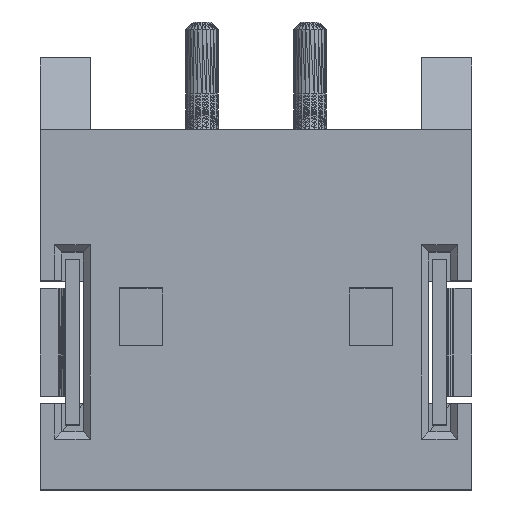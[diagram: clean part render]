
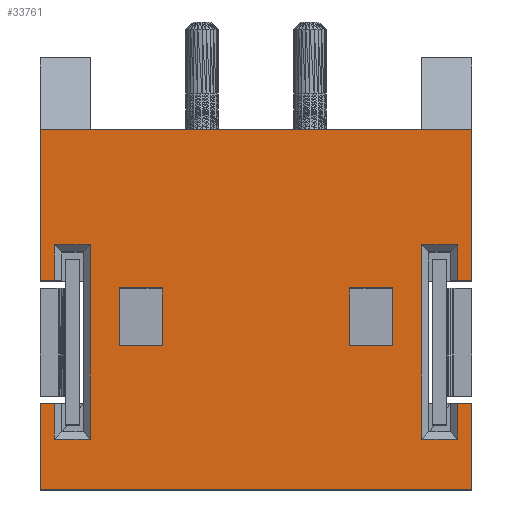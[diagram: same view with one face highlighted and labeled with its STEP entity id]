
A CAD part, top view. The second image highlights one B-rep face of the part: STEP entity #33761.
In plain terms, the highlighted planar face has unit normal (0, 0, 1).
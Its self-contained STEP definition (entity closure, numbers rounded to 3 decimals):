
#14=FACE_BOUND('',#4269,.T.);
#15=FACE_BOUND('',#4270,.T.);
#1419=FACE_OUTER_BOUND('',#4268,.T.);
#4268=EDGE_LOOP('',(#24953,#24954,#24955,#24956,#24957,#24958,#24959,#24960,
#24961,#24962,#24963,#24964,#24965,#24966,#24967,#24968,#24969,#24970,#24971,
#24972));
#4269=EDGE_LOOP('',(#24973,#24974,#24975,#24976));
#4270=EDGE_LOOP('',(#24977,#24978,#24979,#24980));
#7836=LINE('',#52450,#12275);
#7866=LINE('',#52510,#12305);
#7887=LINE('',#52552,#12326);
#7921=LINE('',#52619,#12360);
#7924=LINE('',#52626,#12363);
#7932=LINE('',#52643,#12371);
#7933=LINE('',#52644,#12372);
#7934=LINE('',#52646,#12373);
#7935=LINE('',#52648,#12374);
#7936=LINE('',#52650,#12375);
#7937=LINE('',#52652,#12376);
#7938=LINE('',#52654,#12377);
#7939=LINE('',#52656,#12378);
#7940=LINE('',#52657,#12379);
#7941=LINE('',#52658,#12380);
#7942=LINE('',#52660,#12381);
#7943=LINE('',#52662,#12382);
#7944=LINE('',#52664,#12383);
#7945=LINE('',#52665,#12384);
#7946=LINE('',#52667,#12385);
#7947=LINE('',#52668,#12386);
#7948=LINE('',#52670,#12387);
#7949=LINE('',#52672,#12388);
#7950=LINE('',#52673,#12389);
#7951=LINE('',#52676,#12390);
#7952=LINE('',#52678,#12391);
#7953=LINE('',#52680,#12392);
#7954=LINE('',#52681,#12393);
#12275=VECTOR('',#42953,1.);
#12305=VECTOR('',#42989,1.);
#12326=VECTOR('',#43016,1.);
#12360=VECTOR('',#43062,1.);
#12363=VECTOR('',#43067,1.);
#12371=VECTOR('',#43079,10.);
#12372=VECTOR('',#43080,1.);
#12373=VECTOR('',#43081,1.);
#12374=VECTOR('',#43082,1.);
#12375=VECTOR('',#43083,1.);
#12376=VECTOR('',#43084,10.);
#12377=VECTOR('',#43085,1.);
#12378=VECTOR('',#43086,10.);
#12379=VECTOR('',#43087,1.);
#12380=VECTOR('',#43088,1.);
#12381=VECTOR('',#43089,1.);
#12382=VECTOR('',#43090,10.);
#12383=VECTOR('',#43091,1.);
#12384=VECTOR('',#43092,10.);
#12385=VECTOR('',#43093,1.);
#12386=VECTOR('',#43094,10.);
#12387=VECTOR('',#43095,10.);
#12388=VECTOR('',#43096,1.);
#12389=VECTOR('',#43097,10.);
#12390=VECTOR('',#43098,10.);
#12391=VECTOR('',#43099,1.);
#12392=VECTOR('',#43100,1.);
#12393=VECTOR('',#43101,1.);
#15341=VERTEX_POINT('',#52447);
#15342=VERTEX_POINT('',#52449);
#15368=VERTEX_POINT('',#52508);
#15369=VERTEX_POINT('',#52509);
#15385=VERTEX_POINT('',#52548);
#15387=VERTEX_POINT('',#52551);
#15413=VERTEX_POINT('',#52616);
#15414=VERTEX_POINT('',#52618);
#15416=VERTEX_POINT('',#52624);
#15417=VERTEX_POINT('',#52625);
#15423=VERTEX_POINT('',#52641);
#15424=VERTEX_POINT('',#52642);
#15425=VERTEX_POINT('',#52645);
#15426=VERTEX_POINT('',#52647);
#15427=VERTEX_POINT('',#52649);
#15428=VERTEX_POINT('',#52651);
#15429=VERTEX_POINT('',#52653);
#15430=VERTEX_POINT('',#52655);
#15431=VERTEX_POINT('',#52659);
#15432=VERTEX_POINT('',#52661);
#15433=VERTEX_POINT('',#52663);
#15434=VERTEX_POINT('',#52666);
#15435=VERTEX_POINT('',#52669);
#15436=VERTEX_POINT('',#52671);
#15437=VERTEX_POINT('',#52674);
#15438=VERTEX_POINT('',#52675);
#15439=VERTEX_POINT('',#52677);
#15440=VERTEX_POINT('',#52679);
#18314=EDGE_CURVE('',#15341,#15342,#7836,.T.);
#18344=EDGE_CURVE('',#15368,#15369,#7866,.T.);
#18365=EDGE_CURVE('',#15385,#15387,#7887,.T.);
#18399=EDGE_CURVE('',#15414,#15413,#7921,.T.);
#18402=EDGE_CURVE('',#15416,#15417,#7924,.T.);
#18410=EDGE_CURVE('',#15423,#15424,#7932,.T.);
#18411=EDGE_CURVE('',#15368,#15423,#7933,.T.);
#18412=EDGE_CURVE('',#15425,#15369,#7934,.T.);
#18413=EDGE_CURVE('',#15425,#15426,#7935,.T.);
#18414=EDGE_CURVE('',#15426,#15427,#7936,.T.);
#18415=EDGE_CURVE('',#15428,#15427,#7937,.T.);
#18416=EDGE_CURVE('',#15428,#15429,#7938,.T.);
#18417=EDGE_CURVE('',#15430,#15429,#7939,.T.);
#18418=EDGE_CURVE('',#15414,#15430,#7940,.T.);
#18419=EDGE_CURVE('',#15342,#15413,#7941,.T.);
#18420=EDGE_CURVE('',#15341,#15431,#7942,.T.);
#18421=EDGE_CURVE('',#15432,#15431,#7943,.T.);
#18422=EDGE_CURVE('',#15432,#15433,#7944,.T.);
#18423=EDGE_CURVE('',#15416,#15433,#7945,.T.);
#18424=EDGE_CURVE('',#15417,#15434,#7946,.T.);
#18425=EDGE_CURVE('',#15424,#15434,#7947,.T.);
#18426=EDGE_CURVE('',#15385,#15435,#7948,.T.);
#18427=EDGE_CURVE('',#15435,#15436,#7949,.T.);
#18428=EDGE_CURVE('',#15436,#15387,#7950,.T.);
#18429=EDGE_CURVE('',#15437,#15438,#7951,.T.);
#18430=EDGE_CURVE('',#15439,#15437,#7952,.T.);
#18431=EDGE_CURVE('',#15440,#15439,#7953,.T.);
#18432=EDGE_CURVE('',#15440,#15438,#7954,.T.);
#24953=ORIENTED_EDGE('',*,*,#18410,.F.);
#24954=ORIENTED_EDGE('',*,*,#18411,.F.);
#24955=ORIENTED_EDGE('',*,*,#18344,.T.);
#24956=ORIENTED_EDGE('',*,*,#18412,.F.);
#24957=ORIENTED_EDGE('',*,*,#18413,.T.);
#24958=ORIENTED_EDGE('',*,*,#18414,.T.);
#24959=ORIENTED_EDGE('',*,*,#18415,.F.);
#24960=ORIENTED_EDGE('',*,*,#18416,.T.);
#24961=ORIENTED_EDGE('',*,*,#18417,.F.);
#24962=ORIENTED_EDGE('',*,*,#18418,.F.);
#24963=ORIENTED_EDGE('',*,*,#18399,.T.);
#24964=ORIENTED_EDGE('',*,*,#18419,.F.);
#24965=ORIENTED_EDGE('',*,*,#18314,.F.);
#24966=ORIENTED_EDGE('',*,*,#18420,.T.);
#24967=ORIENTED_EDGE('',*,*,#18421,.F.);
#24968=ORIENTED_EDGE('',*,*,#18422,.T.);
#24969=ORIENTED_EDGE('',*,*,#18423,.F.);
#24970=ORIENTED_EDGE('',*,*,#18402,.T.);
#24971=ORIENTED_EDGE('',*,*,#18424,.T.);
#24972=ORIENTED_EDGE('',*,*,#18425,.F.);
#24973=ORIENTED_EDGE('',*,*,#18365,.F.);
#24974=ORIENTED_EDGE('',*,*,#18426,.T.);
#24975=ORIENTED_EDGE('',*,*,#18427,.T.);
#24976=ORIENTED_EDGE('',*,*,#18428,.T.);
#24977=ORIENTED_EDGE('',*,*,#18429,.F.);
#24978=ORIENTED_EDGE('',*,*,#18430,.F.);
#24979=ORIENTED_EDGE('',*,*,#18431,.F.);
#24980=ORIENTED_EDGE('',*,*,#18432,.T.);
#30913=PLANE('',#36627);
#33761=ADVANCED_FACE('',(#1419,#14,#15),#30913,.T.);
#36627=AXIS2_PLACEMENT_3D('',#52640,#43077,#43078);
#42953=DIRECTION('',(1.,0.,0.));
#42989=DIRECTION('',(1.,0.,0.));
#43016=DIRECTION('',(0.,-1.,0.));
#43062=DIRECTION('',(1.,0.,0.));
#43067=DIRECTION('',(0.,-1.,0.));
#43077=DIRECTION('center_axis',(0.,0.,1.));
#43078=DIRECTION('ref_axis',(1.,0.,0.));
#43079=DIRECTION('',(1.,0.,0.));
#43080=DIRECTION('',(0.,1.,0.));
#43081=DIRECTION('',(0.,-1.,0.));
#43082=DIRECTION('',(-1.,0.,0.));
#43083=DIRECTION('',(0.,-1.,0.));
#43084=DIRECTION('',(1.,0.,0.));
#43085=DIRECTION('',(0.,1.,0.));
#43086=DIRECTION('',(-1.,0.,0.));
#43087=DIRECTION('',(0.,1.,0.));
#43088=DIRECTION('',(0.,-1.,0.));
#43089=DIRECTION('',(0.,-1.,0.));
#43090=DIRECTION('',(-1.,0.,0.));
#43091=DIRECTION('',(0.,1.,0.));
#43092=DIRECTION('',(-1.,0.,0.));
#43093=DIRECTION('',(-1.,0.,0.));
#43094=DIRECTION('',(0.,-1.,0.));
#43095=DIRECTION('',(1.,0.,0.));
#43096=DIRECTION('',(0.,-1.,0.));
#43097=DIRECTION('',(-1.,0.,0.));
#43098=DIRECTION('',(-1.,0.,0.));
#43099=DIRECTION('',(0.,1.,0.));
#43100=DIRECTION('',(1.,0.,0.));
#43101=DIRECTION('',(0.,1.,0.));
#52447=CARTESIAN_POINT('',(-3.,2.,3.8));
#52449=CARTESIAN_POINT('',(3.,2.,3.8));
#52450=CARTESIAN_POINT('',(-3.,2.,3.8));
#52508=CARTESIAN_POINT('',(-3.,-3.,3.8));
#52509=CARTESIAN_POINT('',(3.,-3.,3.8));
#52510=CARTESIAN_POINT('',(-3.,-3.,3.8));
#52548=CARTESIAN_POINT('',(-1.9,-0.2,3.8));
#52551=CARTESIAN_POINT('',(-1.9,-1.,3.8));
#52552=CARTESIAN_POINT('',(-1.9,-0.2,3.8));
#52616=CARTESIAN_POINT('',(3.,-0.1,3.8));
#52618=CARTESIAN_POINT('',(2.8,-0.1,3.8));
#52619=CARTESIAN_POINT('',(2.8,-0.1,3.8));
#52624=CARTESIAN_POINT('',(-2.3,0.4,3.8));
#52625=CARTESIAN_POINT('',(-2.3,-2.3,3.8));
#52626=CARTESIAN_POINT('',(-2.3,0.4,3.8));
#52640=CARTESIAN_POINT('Origin',(3.,2.,3.8));
#52641=CARTESIAN_POINT('',(-3.,-1.8,3.8));
#52642=CARTESIAN_POINT('',(-2.8,-1.8,3.8));
#52643=CARTESIAN_POINT('',(0.,-1.8,3.8));
#52644=CARTESIAN_POINT('',(-3.,-3.,3.8));
#52645=CARTESIAN_POINT('',(3.,-1.8,3.8));
#52646=CARTESIAN_POINT('',(3.,-1.8,3.8));
#52647=CARTESIAN_POINT('',(2.8,-1.8,3.8));
#52648=CARTESIAN_POINT('',(3.,-1.8,3.8));
#52649=CARTESIAN_POINT('',(2.8,-2.3,3.8));
#52650=CARTESIAN_POINT('',(2.8,-1.8,3.8));
#52651=CARTESIAN_POINT('',(2.3,-2.3,3.8));
#52652=CARTESIAN_POINT('',(2.7,-2.3,3.8));
#52653=CARTESIAN_POINT('',(2.3,0.4,3.8));
#52654=CARTESIAN_POINT('',(2.3,-2.3,3.8));
#52655=CARTESIAN_POINT('',(2.8,0.4,3.8));
#52656=CARTESIAN_POINT('',(2.85,0.4,3.8));
#52657=CARTESIAN_POINT('',(2.8,-0.1,3.8));
#52658=CARTESIAN_POINT('',(3.,2.,3.8));
#52659=CARTESIAN_POINT('',(-3.,-0.1,3.8));
#52660=CARTESIAN_POINT('',(-3.,2.,3.8));
#52661=CARTESIAN_POINT('',(-2.8,-0.1,3.8));
#52662=CARTESIAN_POINT('',(0.,-0.1,3.8));
#52663=CARTESIAN_POINT('',(-2.8,0.4,3.8));
#52664=CARTESIAN_POINT('',(-2.8,-0.1,3.8));
#52665=CARTESIAN_POINT('',(0.15,0.4,3.8));
#52666=CARTESIAN_POINT('',(-2.8,-2.3,3.8));
#52667=CARTESIAN_POINT('',(-2.3,-2.3,3.8));
#52668=CARTESIAN_POINT('',(-2.8,-0.1,3.8));
#52669=CARTESIAN_POINT('',(-1.3,-0.2,3.8));
#52670=CARTESIAN_POINT('',(0.55,-0.2,3.8));
#52671=CARTESIAN_POINT('',(-1.3,-1.,3.8));
#52672=CARTESIAN_POINT('',(-1.3,-0.2,3.8));
#52673=CARTESIAN_POINT('',(0.85,-1.,3.8));
#52674=CARTESIAN_POINT('',(1.9,-0.2,3.8));
#52675=CARTESIAN_POINT('',(1.3,-0.2,3.8));
#52676=CARTESIAN_POINT('',(2.25,-0.2,3.8));
#52677=CARTESIAN_POINT('',(1.9,-1.,3.8));
#52678=CARTESIAN_POINT('',(1.9,-1.,3.8));
#52679=CARTESIAN_POINT('',(1.3,-1.,3.8));
#52680=CARTESIAN_POINT('',(1.3,-1.,3.8));
#52681=CARTESIAN_POINT('',(1.3,-1.,3.8));
